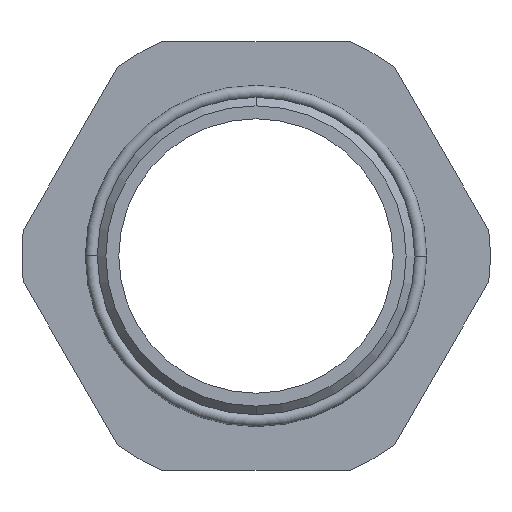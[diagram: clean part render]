
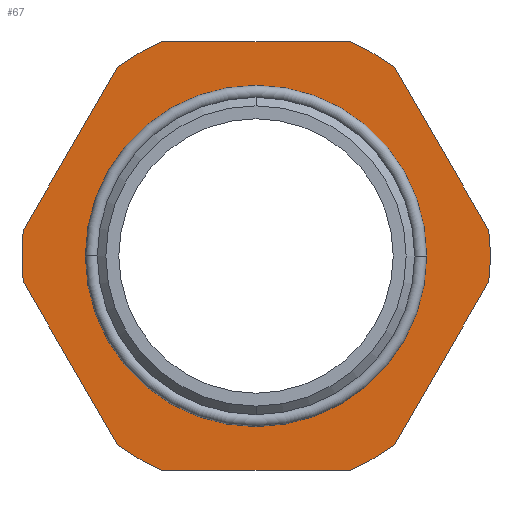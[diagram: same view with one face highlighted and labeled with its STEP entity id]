
A CAD part, front view. The second image highlights one B-rep face of the part: STEP entity #67.
In plain terms, the highlighted planar face has unit normal (0, -1, 0).
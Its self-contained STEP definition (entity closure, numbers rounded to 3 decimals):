
#1 = EDGE_CURVE ( 'NONE', #765, #764, #799, .T. ) ;
#2 = EDGE_CURVE ( 'NONE', #763, #764, #639, .T. ) ;
#3 = EDGE_CURVE ( 'NONE', #763, #773, #806, .T. ) ;
#67 = ADVANCED_FACE ( 'NONE', ( #837, #832 ), #999, .T. ) ;
#72 = EDGE_CURVE ( 'NONE', #741, #742, #613, .T. ) ;
#101 = VECTOR ( 'NONE', #486, 1000. ) ;
#103 = VECTOR ( 'NONE', #483, 1000. ) ;
#104 = VECTOR ( 'NONE', #474, 1000. ) ;
#107 = AXIS2_PLACEMENT_3D ( 'NONE', #477, #478, #479 ) ;
#108 = VECTOR ( 'NONE', #462, 1000. ) ;
#111 = AXIS2_PLACEMENT_3D ( 'NONE', #471, #475, #476 ) ;
#116 = AXIS2_PLACEMENT_3D ( 'NONE', #1015, #1016, #1017 ) ;
#118 = AXIS2_PLACEMENT_3D ( 'NONE', #468, #469, #470 ) ;
#122 = AXIS2_PLACEMENT_3D ( 'NONE', #465, #466, #467 ) ;
#124 = AXIS2_PLACEMENT_3D ( 'NONE', #456, #463, #464 ) ;
#144 = AXIS2_PLACEMENT_3D ( 'NONE', #1094, #1098, #1099 ) ;
#417 = EDGE_LOOP ( 'NONE', ( #716, #715 ) ) ;
#418 = EDGE_LOOP ( 'NONE', ( #714, #712, #713, #711, #710, #709, #708, #707, #706, #705, #704, #703 ) ) ;
#456 = CARTESIAN_POINT ( 'NONE',  ( 0., -2.5, 0. ) ) ;
#460 = LINE ( 'NONE', #461, #108 ) ;
#461 = CARTESIAN_POINT ( 'NONE',  ( -18.5, -2.5, 25. ) ) ;
#462 = DIRECTION ( 'NONE',  ( -1., 0., 0. ) ) ;
#463 = DIRECTION ( 'NONE',  ( 0., -1., 0. ) ) ;
#464 = DIRECTION ( 'NONE',  ( 0., 0., -1. ) ) ;
#465 = CARTESIAN_POINT ( 'NONE',  ( 0., -2.5, 0. ) ) ;
#466 = DIRECTION ( 'NONE',  ( 0., 1., 0. ) ) ;
#467 = DIRECTION ( 'NONE',  ( 0., 0., 1. ) ) ;
#468 = CARTESIAN_POINT ( 'NONE',  ( 0., -2.5, 0. ) ) ;
#469 = DIRECTION ( 'NONE',  ( 0., 1., 0. ) ) ;
#470 = DIRECTION ( 'NONE',  ( 0., 0., 1. ) ) ;
#471 = CARTESIAN_POINT ( 'NONE',  ( 0., -2.5, 0. ) ) ;
#472 = LINE ( 'NONE', #473, #104 ) ;
#473 = CARTESIAN_POINT ( 'NONE',  ( -26.276, -2.5, 4.489 ) ) ;
#474 = DIRECTION ( 'NONE',  ( -0.5, 0., -0.866 ) ) ;
#475 = DIRECTION ( 'NONE',  ( 0., 1., 0. ) ) ;
#476 = DIRECTION ( 'NONE',  ( 0., 0., 1. ) ) ;
#477 = CARTESIAN_POINT ( 'NONE',  ( 0., -2.5, 0. ) ) ;
#478 = DIRECTION ( 'NONE',  ( 0., 1., 0. ) ) ;
#479 = DIRECTION ( 'NONE',  ( 0., 0., 1. ) ) ;
#481 = LINE ( 'NONE', #482, #103 ) ;
#482 = CARTESIAN_POINT ( 'NONE',  ( -26.276, -2.5, -4.489 ) ) ;
#483 = DIRECTION ( 'NONE',  ( 0.5, 0., -0.866 ) ) ;
#484 = LINE ( 'NONE', #485, #101 ) ;
#485 = CARTESIAN_POINT ( 'NONE',  ( -18.5, -2.5, -25. ) ) ;
#486 = DIRECTION ( 'NONE',  ( 1., 0., 0. ) ) ;
#487 = CARTESIAN_POINT ( 'NONE',  ( 19.524, -2.5, 0. ) ) ;
#488 = CARTESIAN_POINT ( 'NONE',  ( -19.524, -2.5, 0. ) ) ;
#509 = CARTESIAN_POINT ( 'NONE',  ( 27.134, -2.5, 3.002 ) ) ;
#510 = CARTESIAN_POINT ( 'NONE',  ( 27.134, -2.5, -3.002 ) ) ;
#511 = CARTESIAN_POINT ( 'NONE',  ( 16.167, -2.5, -21.998 ) ) ;
#512 = CARTESIAN_POINT ( 'NONE',  ( 10.968, -2.5, -25. ) ) ;
#513 = CARTESIAN_POINT ( 'NONE',  ( -10.968, -2.5, -25. ) ) ;
#514 = CARTESIAN_POINT ( 'NONE',  ( -16.167, -2.5, -21.998 ) ) ;
#515 = CARTESIAN_POINT ( 'NONE',  ( -27.134, -2.5, -3.002 ) ) ;
#516 = CARTESIAN_POINT ( 'NONE',  ( -27.134, -2.5, 3.002 ) ) ;
#517 = CARTESIAN_POINT ( 'NONE',  ( -16.167, -2.5, 21.998 ) ) ;
#518 = CARTESIAN_POINT ( 'NONE',  ( -10.968, -2.5, 25. ) ) ;
#519 = CARTESIAN_POINT ( 'NONE',  ( 16.167, -2.5, 21.998 ) ) ;
#520 = CARTESIAN_POINT ( 'NONE',  ( 10.968, -2.5, 25. ) ) ;
#587 = CIRCLE ( 'NONE', #107, 27.3 ) ;
#588 = CIRCLE ( 'NONE', #111, 27.3 ) ;
#589 = CIRCLE ( 'NONE', #118, 27.3 ) ;
#590 = CIRCLE ( 'NONE', #122, 27.3 ) ;
#591 = CIRCLE ( 'NONE', #124, 19.524 ) ;
#596 = CIRCLE ( 'NONE', #144, 27.3 ) ;
#613 = CIRCLE ( 'NONE', #116, 19.524 ) ;
#639 = CIRCLE ( 'NONE', #923, 27.3 ) ;
#659 = EDGE_CURVE ( 'NONE', #765, #766, #596, .T. ) ;
#668 = EDGE_CURVE ( 'NONE', #774, #772, #460, .T. ) ;
#669 = EDGE_CURVE ( 'NONE', #742, #741, #591, .T. ) ;
#670 = EDGE_CURVE ( 'NONE', #774, #773, #590, .T. ) ;
#671 = EDGE_CURVE ( 'NONE', #771, #772, #589, .T. ) ;
#672 = EDGE_CURVE ( 'NONE', #771, #770, #472, .T. ) ;
#673 = EDGE_CURVE ( 'NONE', #769, #770, #588, .T. ) ;
#674 = EDGE_CURVE ( 'NONE', #767, #768, #587, .T. ) ;
#675 = EDGE_CURVE ( 'NONE', #769, #768, #481, .T. ) ;
#676 = EDGE_CURVE ( 'NONE', #767, #766, #484, .T. ) ;
#703 = ORIENTED_EDGE ( 'NONE', *, *, #3, .T. ) ;
#704 = ORIENTED_EDGE ( 'NONE', *, *, #2, .F. ) ;
#705 = ORIENTED_EDGE ( 'NONE', *, *, #1, .T. ) ;
#706 = ORIENTED_EDGE ( 'NONE', *, *, #659, .F. ) ;
#707 = ORIENTED_EDGE ( 'NONE', *, *, #676, .T. ) ;
#708 = ORIENTED_EDGE ( 'NONE', *, *, #674, .F. ) ;
#709 = ORIENTED_EDGE ( 'NONE', *, *, #675, .T. ) ;
#710 = ORIENTED_EDGE ( 'NONE', *, *, #673, .F. ) ;
#711 = ORIENTED_EDGE ( 'NONE', *, *, #672, .T. ) ;
#712 = ORIENTED_EDGE ( 'NONE', *, *, #668, .T. ) ;
#713 = ORIENTED_EDGE ( 'NONE', *, *, #671, .F. ) ;
#714 = ORIENTED_EDGE ( 'NONE', *, *, #670, .F. ) ;
#715 = ORIENTED_EDGE ( 'NONE', *, *, #669, .F. ) ;
#716 = ORIENTED_EDGE ( 'NONE', *, *, #72, .F. ) ;
#741 = VERTEX_POINT ( 'NONE', #487 ) ;
#742 = VERTEX_POINT ( 'NONE', #488 ) ;
#763 = VERTEX_POINT ( 'NONE', #509 ) ;
#764 = VERTEX_POINT ( 'NONE', #510 ) ;
#765 = VERTEX_POINT ( 'NONE', #511 ) ;
#766 = VERTEX_POINT ( 'NONE', #512 ) ;
#767 = VERTEX_POINT ( 'NONE', #513 ) ;
#768 = VERTEX_POINT ( 'NONE', #514 ) ;
#769 = VERTEX_POINT ( 'NONE', #515 ) ;
#770 = VERTEX_POINT ( 'NONE', #516 ) ;
#771 = VERTEX_POINT ( 'NONE', #517 ) ;
#772 = VERTEX_POINT ( 'NONE', #518 ) ;
#773 = VERTEX_POINT ( 'NONE', #519 ) ;
#774 = VERTEX_POINT ( 'NONE', #520 ) ;
#799 = LINE ( 'NONE', #800, #925 ) ;
#800 = CARTESIAN_POINT ( 'NONE',  ( 17.026, -2.5, -20.511 ) ) ;
#801 = DIRECTION ( 'NONE',  ( 0.5, 0., 0.866 ) ) ;
#802 = CARTESIAN_POINT ( 'NONE',  ( 0., -2.5, 0. ) ) ;
#803 = DIRECTION ( 'NONE',  ( 0., 1., 0. ) ) ;
#804 = DIRECTION ( 'NONE',  ( 0., 0., 1. ) ) ;
#806 = LINE ( 'NONE', #807, #930 ) ;
#807 = CARTESIAN_POINT ( 'NONE',  ( 17.026, -2.5, 20.511 ) ) ;
#808 = DIRECTION ( 'NONE',  ( -0.5, 0., 0.866 ) ) ;
#830 = AXIS2_PLACEMENT_3D ( 'NONE', #1000, #1001, #1002 ) ;
#832 = FACE_OUTER_BOUND ( 'NONE', #418, .T. ) ;
#837 = FACE_BOUND ( 'NONE', #417, .T. ) ;
#923 = AXIS2_PLACEMENT_3D ( 'NONE', #802, #803, #804 ) ;
#925 = VECTOR ( 'NONE', #801, 1000. ) ;
#930 = VECTOR ( 'NONE', #808, 1000. ) ;
#999 = PLANE ( 'NONE',  #830 ) ;
#1000 = CARTESIAN_POINT ( 'NONE',  ( -18.5, -2.5, 0. ) ) ;
#1001 = DIRECTION ( 'NONE',  ( 0., -1., 0. ) ) ;
#1002 = DIRECTION ( 'NONE',  ( 0., 0., -1. ) ) ;
#1015 = CARTESIAN_POINT ( 'NONE',  ( 0., -2.5, 0. ) ) ;
#1016 = DIRECTION ( 'NONE',  ( 0., -1., 0. ) ) ;
#1017 = DIRECTION ( 'NONE',  ( 0., 0., -1. ) ) ;
#1094 = CARTESIAN_POINT ( 'NONE',  ( 0., -2.5, 0. ) ) ;
#1098 = DIRECTION ( 'NONE',  ( 0., 1., 0. ) ) ;
#1099 = DIRECTION ( 'NONE',  ( 0., 0., 1. ) ) ;
